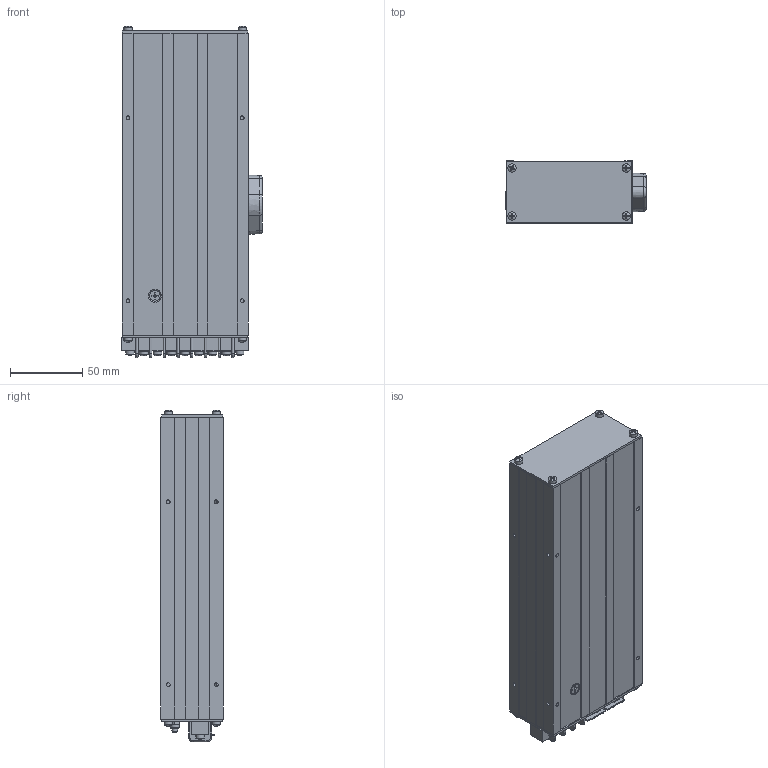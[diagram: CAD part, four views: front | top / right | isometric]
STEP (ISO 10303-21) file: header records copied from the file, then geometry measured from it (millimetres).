
FILE_DESCRIPTION(/* description */ (''),/* implementation_level */ '2;1');
FILE_NAME(/* name */ 'N8T SLOT.stp',/* time_stamp */ '2017-10-10T13:28:35-04:00',/* author */ ('JDietsch'),/* organization */ (''),/* preprocessor_version */ 'ST-DEVELOPER v16.13',/* originating_system */ 'Autodesk Inventor 2018',/* authorisation */ '');
FILE_SCHEMA (('AUTOMOTIVE_DESIGN { 1 0 10303 214 3 1 1 }'));
Products named in the file (14): N8T CASE GENERIC; N8T E200-44 EXTRUSION 3.5 NS; E4500-29 COVER, N8T REAR - NO FAN; E4500-xx N8T, COVER FRONT; E200-29, SCREEN N8; SML_POT_RND; NUT-SML POT; 375_single_20A_BS_7; TRANSISTOR TO-3; TRANSISTOR COVER; ANSI B18.6.4 - No. 6 - 32 - 1/2; ANSI B18.6.3 - 8-32 x 1/4; JUMPER; LOGO CLEAR
Assembly tree (23 placements, depth 2):
  N8T CASE GENERIC
    N8T E200-44 EXTRUSION 3.5 NS
    E4500-29 COVER, N8T REAR - NO FAN
    E4500-xx N8T, COVER FRONT
    E200-29, SCREEN N8
    ANSI B18.6.4 - No. 6 - 32 - 1/2  x10
    SML_POT_RND
    NUT-SML POT
    375_single_20A_BS_7
    TRANSISTOR TO-3
    TRANSISTOR COVER
    ANSI B18.6.3 - 8-32 x 1/4
    JUMPER  x2
    LOGO CLEAR
Bounding box: 97.9 x 43.18 x 230.28 mm (x, y, z)
Volume: 142388.5 mm3; surface area: 153124.9 mm2
Topology: 30 solids, 30 shells, 2372 faces, 6527 edges, 4331 vertices
Faces by surface type: plane 1456, bspline 387, cylinder 239, cone 163, torus 110, sphere 17
Full cylindrical faces by diameter (mm): 0.635 x1, 0.762 x1, 2.032 x7, 2.642 x10, 2.87 x2, 3.505 x17, 3.556 x2, 3.81 x2, 3.969 x1, 4.013 x1, 4.064 x2, 4.166 x1, 4.366 x8, 5.08 x7, 5.74 x10, 6.096 x1, 6.198 x7, 6.274 x1, 6.604 x7, 7.417 x1, 7.938 x7, 8.001 x1, 16.002 x1, 19.431 x1, 23.114 x1
Entity records: 66674 total; most frequent: CARTESIAN_POINT 17739, ORIENTED_EDGE 10468, DIRECTION 8521, EDGE_CURVE 5234, LINE 3663, VECTOR 3663, VERTEX_POINT 3537, EDGE_LOOP 2470
